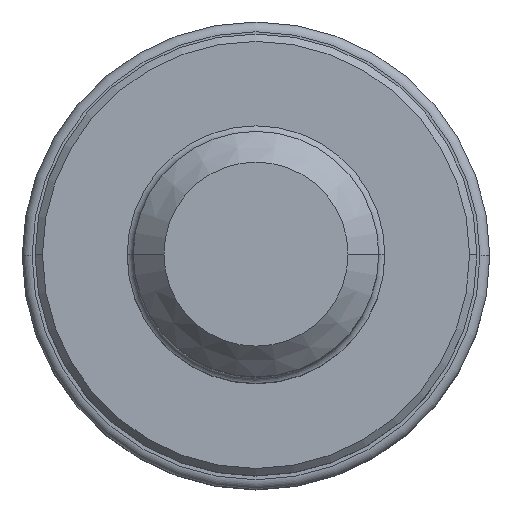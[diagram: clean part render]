
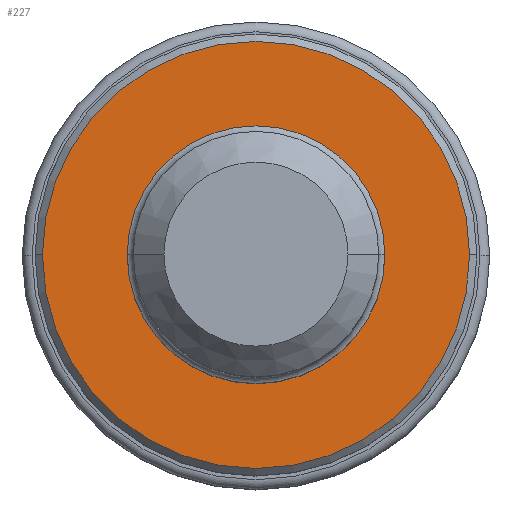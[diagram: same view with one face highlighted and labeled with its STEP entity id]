
A CAD part, top view. The second image highlights one B-rep face of the part: STEP entity #227.
In plain terms, the highlighted planar face has unit normal (0, 0, 1).
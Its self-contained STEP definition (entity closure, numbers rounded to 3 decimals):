
#64=PLANE('',#2450);
#72=FACE_BOUND('',#590,.T.);
#73=FACE_BOUND('',#591,.T.);
#227=ADVANCED_FACE('',(#72,#73),#64,.F.);
#590=EDGE_LOOP('',(#1079,#1080));
#591=EDGE_LOOP('',(#1081,#1082));
#1079=ORIENTED_EDGE('',*,*,#1543,.F.);
#1080=ORIENTED_EDGE('',*,*,#1540,.F.);
#1081=ORIENTED_EDGE('',*,*,#1544,.F.);
#1082=ORIENTED_EDGE('',*,*,#1545,.F.);
#1286=VERTEX_POINT('',#4670);
#1287=VERTEX_POINT('',#4671);
#1288=VERTEX_POINT('',#4678);
#1289=VERTEX_POINT('',#4679);
#1540=EDGE_CURVE('',#1286,#1287,#1877,.T.);
#1543=EDGE_CURVE('',#1287,#1286,#1878,.T.);
#1544=EDGE_CURVE('',#1288,#1289,#1879,.T.);
#1545=EDGE_CURVE('',#1289,#1288,#1880,.T.);
#1877=CIRCLE('',#2444,8.7);
#1878=CIRCLE('',#2446,8.7);
#1879=CIRCLE('',#2448,5.25);
#1880=CIRCLE('',#2449,5.25);
#2444=AXIS2_PLACEMENT_3D('',#4669,#3006,#3007);
#2446=AXIS2_PLACEMENT_3D('',#4675,#3012,#3013);
#2448=AXIS2_PLACEMENT_3D('',#4677,#3016,#3017);
#2449=AXIS2_PLACEMENT_3D('',#4680,#3018,#3019);
#2450=AXIS2_PLACEMENT_3D('',#4681,#3020,#3021);
#3006=DIRECTION('',(0.,0.,-1.));
#3007=DIRECTION('',(1.,0.,0.));
#3012=DIRECTION('',(0.,0.,-1.));
#3013=DIRECTION('',(-1.,0.,0.));
#3016=DIRECTION('',(0.,0.,1.));
#3017=DIRECTION('',(-1.,0.,0.));
#3018=DIRECTION('',(0.,0.,1.));
#3019=DIRECTION('',(1.,0.,0.));
#3020=DIRECTION('',(0.,0.,-1.));
#3021=DIRECTION('',(1.,0.,0.));
#4669=CARTESIAN_POINT('',(0.,0.,0.));
#4670=CARTESIAN_POINT('',(8.7,0.,0.));
#4671=CARTESIAN_POINT('',(-8.7,0.,0.));
#4675=CARTESIAN_POINT('',(0.,0.,0.));
#4677=CARTESIAN_POINT('',(0.,0.,0.));
#4678=CARTESIAN_POINT('',(-5.25,0.,0.));
#4679=CARTESIAN_POINT('',(5.25,0.,0.));
#4680=CARTESIAN_POINT('',(0.,0.,0.));
#4681=CARTESIAN_POINT('',(0.,0.,0.));
